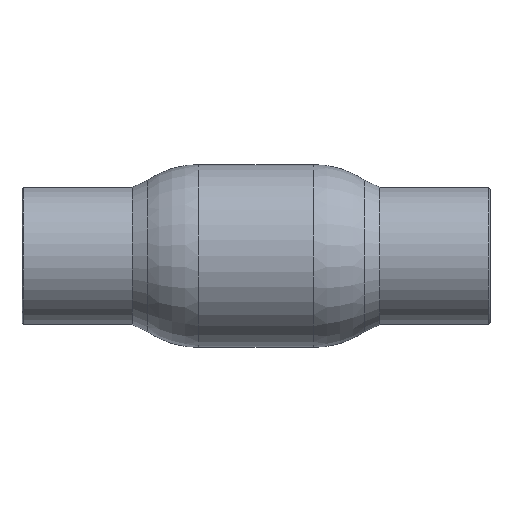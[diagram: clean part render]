
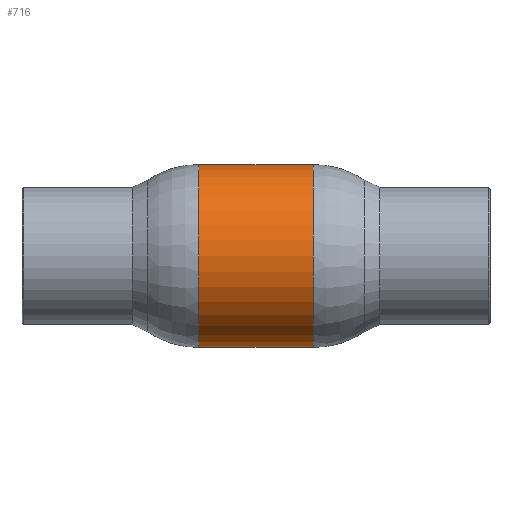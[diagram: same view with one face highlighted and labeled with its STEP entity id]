
A CAD part, front view. The second image highlights one B-rep face of the part: STEP entity #716.
In plain terms, the highlighted cylindrical face has radius 76.2 mm (diameter 152.4 mm), a partial arc.
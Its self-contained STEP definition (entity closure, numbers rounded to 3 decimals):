
#640 = EDGE_CURVE ( 'NONE', #681, #1092, #1770, .T. ) ;
#680 = EDGE_CURVE ( 'NONE', #1169, #681, #1845, .T. ) ;
#681 = VERTEX_POINT ( 'NONE', #1807 ) ;
#716 = ADVANCED_FACE ( 'NONE', ( #2002 ), #1957, .T. ) ;
#717 = ORIENTED_EDGE ( 'NONE', *, *, #958, .T. ) ;
#719 = ORIENTED_EDGE ( 'NONE', *, *, #640, .F. ) ;
#720 = ORIENTED_EDGE ( 'NONE', *, *, #680, .F. ) ;
#721 = ORIENTED_EDGE ( 'NONE', *, *, #816, .F. ) ;
#791 = EDGE_LOOP ( 'NONE', ( #720, #721, #717, #719 ) ) ;
#816 = EDGE_CURVE ( 'NONE', #1173, #1169, #3035, .T. ) ;
#958 = EDGE_CURVE ( 'NONE', #1173, #1092, #3405, .T. ) ;
#1092 = VERTEX_POINT ( 'NONE', #4718 ) ;
#1169 = VERTEX_POINT ( 'NONE', #5158 ) ;
#1173 = VERTEX_POINT ( 'NONE', #5060 ) ;
#1718 = DIRECTION ( 'NONE',  ( 0., 0., 1. ) ) ;
#1770 = CIRCLE ( 'NONE', #1823, 76.2 ) ;
#1771 = DIRECTION ( 'NONE',  ( -1., 0., 0. ) ) ;
#1793 = CARTESIAN_POINT ( 'NONE',  ( -47.9, 0., 0. ) ) ;
#1807 = CARTESIAN_POINT ( 'NONE',  ( -47.9, 0., -76.2 ) ) ;
#1809 = DIRECTION ( 'NONE',  ( -1., 0., 0. ) ) ;
#1810 = VECTOR ( 'NONE', #1809, 1000. ) ;
#1823 = AXIS2_PLACEMENT_3D ( 'NONE', #1793, #1771, #1718 ) ;
#1845 = LINE ( 'NONE', #1850, #1810 ) ;
#1850 = CARTESIAN_POINT ( 'NONE',  ( -62.94, 0., -76.2 ) ) ;
#1879 = DIRECTION ( 'NONE',  ( 0., 0., 1. ) ) ;
#1880 = DIRECTION ( 'NONE',  ( -1., 0., 0. ) ) ;
#1881 = CARTESIAN_POINT ( 'NONE',  ( -62.94, 0., 0. ) ) ;
#1957 = CYLINDRICAL_SURFACE ( 'NONE', #1959, 76.2 ) ;
#1959 = AXIS2_PLACEMENT_3D ( 'NONE', #1881, #1880, #1879 ) ;
#2002 = FACE_OUTER_BOUND ( 'NONE', #791, .T. ) ;
#3027 = DIRECTION ( 'NONE',  ( 0., 0., -1. ) ) ;
#3028 = DIRECTION ( 'NONE',  ( 1., 0., 0. ) ) ;
#3029 = CARTESIAN_POINT ( 'NONE',  ( 47.9, 0., 0. ) ) ;
#3030 = AXIS2_PLACEMENT_3D ( 'NONE', #3029, #3028, #3027 ) ;
#3035 = CIRCLE ( 'NONE', #3030, 76.2 ) ;
#3402 = DIRECTION ( 'NONE',  ( -1., 0., 0. ) ) ;
#3403 = VECTOR ( 'NONE', #3402, 1000. ) ;
#3404 = CARTESIAN_POINT ( 'NONE',  ( -62.94, 0., 76.2 ) ) ;
#3405 = LINE ( 'NONE', #3404, #3403 ) ;
#4718 = CARTESIAN_POINT ( 'NONE',  ( -47.9, 0., 76.2 ) ) ;
#5060 = CARTESIAN_POINT ( 'NONE',  ( 47.9, 0., 76.2 ) ) ;
#5158 = CARTESIAN_POINT ( 'NONE',  ( 47.9, 0., -76.2 ) ) ;
